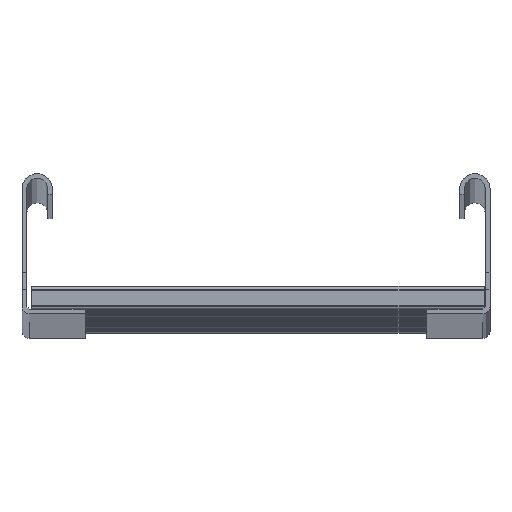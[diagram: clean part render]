
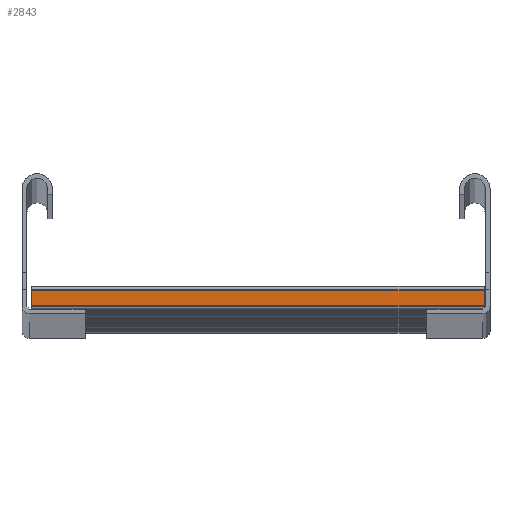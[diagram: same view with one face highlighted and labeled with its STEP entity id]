
A CAD part, top view. The second image highlights one B-rep face of the part: STEP entity #2843.
In plain terms, the highlighted planar face has unit normal (0, 0, 1).
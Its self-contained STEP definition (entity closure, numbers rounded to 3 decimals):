
#2388=DIRECTION('',(-1.,0.,0.));
#2389=VECTOR('',#2388,193.5);
#2390=CARTESIAN_POINT('',(143.5,1.75,11.));
#2391=LINE('',#2390,#2389);
#2401=DIRECTION('',(0.,-1.,0.));
#2402=VECTOR('',#2401,6.5);
#2403=CARTESIAN_POINT('',(-50.,8.25,11.));
#2404=LINE('',#2403,#2402);
#2405=DIRECTION('',(0.,1.,0.));
#2406=VECTOR('',#2405,6.5);
#2407=CARTESIAN_POINT('',(143.5,1.75,11.));
#2408=LINE('',#2407,#2406);
#2423=DIRECTION('',(1.,0.,0.));
#2424=VECTOR('',#2423,193.5);
#2425=CARTESIAN_POINT('',(-50.,8.25,11.));
#2426=LINE('',#2425,#2424);
#2477=CARTESIAN_POINT('',(-50.,1.75,11.));
#2479=VERTEX_POINT('',#2477);
#2481=CARTESIAN_POINT('',(-50.,8.25,11.));
#2482=VERTEX_POINT('',#2481);
#2529=CARTESIAN_POINT('',(143.5,1.75,11.));
#2530=VERTEX_POINT('',#2529);
#2531=CARTESIAN_POINT('',(143.5,8.25,11.));
#2532=VERTEX_POINT('',#2531);
#2831=CARTESIAN_POINT('',(-73.55,1.75,11.));
#2832=DIRECTION('',(0.,0.,1.));
#2833=DIRECTION('',(0.,-1.,0.));
#2834=AXIS2_PLACEMENT_3D('',#2831,#2832,#2833);
#2835=PLANE('',#2834);
#2836=ORIENTED_EDGE('',*,*,#2571,.F.);
#2838=ORIENTED_EDGE('',*,*,#2837,.T.);
#2839=ORIENTED_EDGE('',*,*,#2649,.F.);
#2840=ORIENTED_EDGE('',*,*,#2824,.T.);
#2841=EDGE_LOOP('',(#2836,#2838,#2839,#2840));
#2842=FACE_OUTER_BOUND('',#2841,.F.);
#2843=ADVANCED_FACE('',(#2842),#2835,.T.);
#2571=EDGE_CURVE('',#2482,#2479,#2404,.T.);
#2649=EDGE_CURVE('',#2530,#2532,#2408,.T.);
#2824=EDGE_CURVE('',#2530,#2479,#2391,.T.);
#2837=EDGE_CURVE('',#2482,#2532,#2426,.T.);
